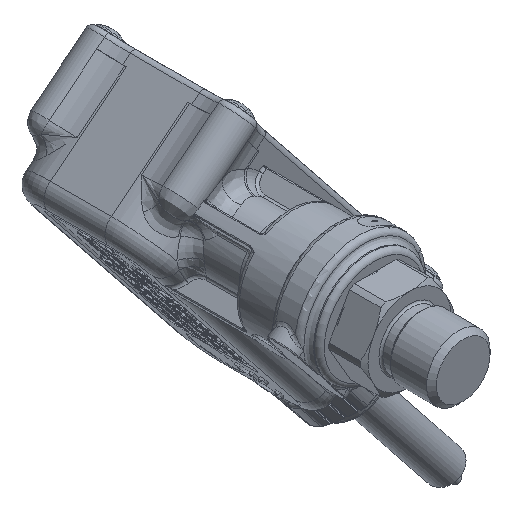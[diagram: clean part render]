
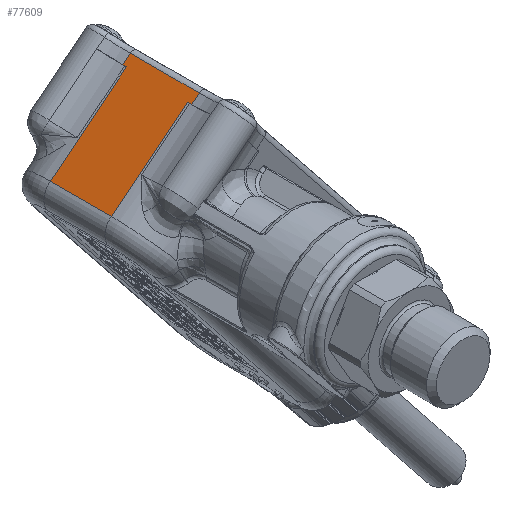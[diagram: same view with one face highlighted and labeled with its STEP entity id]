
A CAD part, isometric view. The second image highlights one B-rep face of the part: STEP entity #77609.
In plain terms, the highlighted planar face has unit normal (-0.624, 0, 0.781).
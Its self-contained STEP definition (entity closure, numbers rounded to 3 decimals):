
#26524=CARTESIAN_POINT('',(1.151,70.1,18.193));
#26525=VERTEX_POINT('',#26524);
#26535=CARTESIAN_POINT('',(1.151,70.915,18.193));
#26536=VERTEX_POINT('',#26535);
#26537=CARTESIAN_POINT('',(1.151,70.915,18.193));
#26538=DIRECTION('',(0.0,-1.0,0.0));
#26539=VECTOR('',#26538,0.815);
#26540=LINE('',#26537,#26539);
#26541=EDGE_CURVE('',#26536,#26525,#26540,.T.);
#26587=CARTESIAN_POINT('',(1.151,56.785,18.193));
#26588=VERTEX_POINT('',#26587);
#26596=CARTESIAN_POINT('',(1.151,57.6,18.193));
#26597=VERTEX_POINT('',#26596);
#26598=CARTESIAN_POINT('',(1.151,57.6,18.193));
#26599=DIRECTION('',(0.0,-1.0,0.0));
#26600=VECTOR('',#26599,0.815);
#26601=LINE('',#26598,#26600);
#26602=EDGE_CURVE('',#26597,#26588,#26601,.T.);
#34827=CARTESIAN_POINT('',(2.714,56.785,19.441));
#34828=VERTEX_POINT('',#34827);
#35265=CARTESIAN_POINT('',(2.714,70.915,19.441));
#35266=VERTEX_POINT('',#35265);
#35307=CARTESIAN_POINT('',(2.714,70.915,19.441));
#35308=DIRECTION('',(0.0,-1.0,0.0));
#35309=VECTOR('',#35308,14.131);
#35310=LINE('',#35307,#35309);
#35311=EDGE_CURVE('',#35266,#34828,#35310,.T.);
#35388=CARTESIAN_POINT('',(2.714,56.785,19.441));
#35389=DIRECTION('',(-0.782,0.0,-0.624));
#35390=VECTOR('',#35389,2.);
#35391=LINE('',#35388,#35390);
#35392=EDGE_CURVE('',#34828,#26588,#35391,.T.);
#36057=CARTESIAN_POINT('',(2.714,70.915,19.441));
#36058=DIRECTION('',(-0.782,0.0,-0.624));
#36059=VECTOR('',#36058,2.);
#36060=LINE('',#36057,#36059);
#36061=EDGE_CURVE('',#35266,#26536,#36060,.T.);
#75494=CARTESIAN_POINT('',(-14.479,57.6,5.715));
#75495=VERTEX_POINT('',#75494);
#75556=CARTESIAN_POINT('',(-14.479,57.6,5.715));
#75557=DIRECTION('',(0.782,0.,0.624));
#75558=VECTOR('',#75557,20.0);
#75559=LINE('',#75556,#75558);
#75560=EDGE_CURVE('',#75495,#26597,#75559,.T.);
#76897=CARTESIAN_POINT('',(-14.479,70.1,5.715));
#76898=VERTEX_POINT('',#76897);
#76906=CARTESIAN_POINT('',(-14.479,70.1,5.715));
#76907=DIRECTION('',(0.782,0.,0.624));
#76908=VECTOR('',#76907,20.0);
#76909=LINE('',#76906,#76908);
#76910=EDGE_CURVE('',#76898,#26525,#76909,.T.);
#77494=CARTESIAN_POINT('',(-14.479,57.6,5.715));
#77495=DIRECTION('',(0.0,1.0,0.0));
#77496=VECTOR('',#77495,12.5);
#77497=LINE('',#77494,#77496);
#77498=EDGE_CURVE('',#75495,#76898,#77497,.T.);
#77594=CARTESIAN_POINT('',(-17.215,57.6,3.532));
#77595=DIRECTION('',(-0.624,0.,0.782));
#77596=DIRECTION('',(0.782,0.,0.624));
#77597=AXIS2_PLACEMENT_3D('',#77594,#77595,#77596);
#77598=PLANE('',#77597);
#77599=ORIENTED_EDGE('',*,*,#77498,.F.);
#77600=ORIENTED_EDGE('',*,*,#75560,.T.);
#77601=ORIENTED_EDGE('',*,*,#26602,.T.);
#77602=ORIENTED_EDGE('',*,*,#35392,.F.);
#77603=ORIENTED_EDGE('',*,*,#35311,.F.);
#77604=ORIENTED_EDGE('',*,*,#36061,.T.);
#77605=ORIENTED_EDGE('',*,*,#26541,.T.);
#77606=ORIENTED_EDGE('',*,*,#76910,.F.);
#77607=EDGE_LOOP('',(#77599,#77600,#77601,#77602,#77603,#77604,#77605,#77606));
#77608=FACE_OUTER_BOUND('',#77607,.T.);
#77609=ADVANCED_FACE('',(#77608),#77598,.T.);
